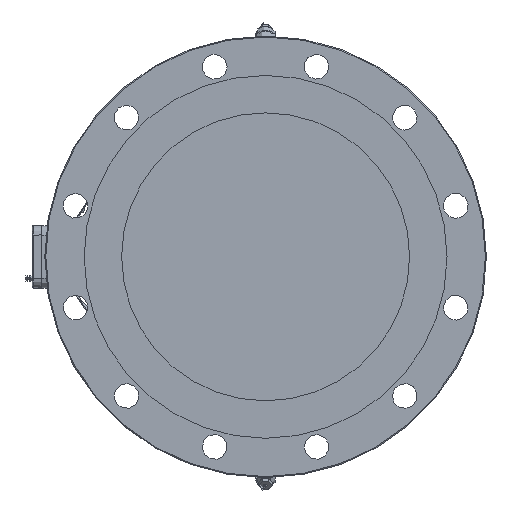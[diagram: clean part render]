
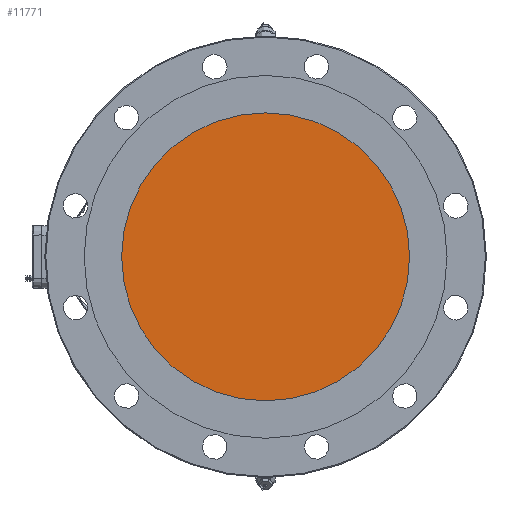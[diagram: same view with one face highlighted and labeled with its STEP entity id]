
A CAD part, left-side view. The second image highlights one B-rep face of the part: STEP entity #11771.
In plain terms, the highlighted planar face has unit normal (-1, 0, 0).
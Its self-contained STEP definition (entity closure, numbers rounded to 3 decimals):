
#2756=PLANE('',#12585);
#3422=FACE_OUTER_BOUND('',#4157,.T.);
#4157=EDGE_LOOP('',(#9282));
#4618=CIRCLE('',#12576,165.);
#5417=VERTEX_POINT('',#21053);
#6774=EDGE_CURVE('',#5417,#5417,#4618,.T.);
#9282=ORIENTED_EDGE('',*,*,#6774,.F.);
#11771=ADVANCED_FACE('',(#3422),#2756,.T.);
#12576=AXIS2_PLACEMENT_3D('',#21054,#14742,#14743);
#12585=AXIS2_PLACEMENT_3D('',#21420,#14772,#14773);
#14742=DIRECTION('center_axis',(1.,0.,0.));
#14743=DIRECTION('ref_axis',(0.,0.,-1.));
#14772=DIRECTION('center_axis',(-1.,0.,0.));
#14773=DIRECTION('ref_axis',(0.,0.,-1.));
#21053=CARTESIAN_POINT('',(-268.,0.,-165.));
#21054=CARTESIAN_POINT('Origin',(-268.,0.,0.));
#21420=CARTESIAN_POINT('Origin',(-268.,0.,0.));
